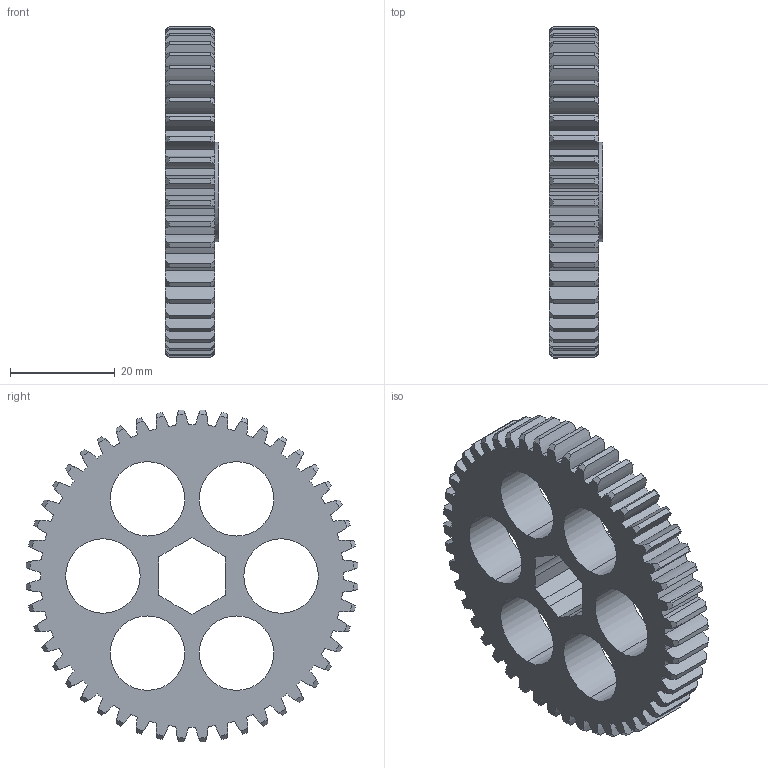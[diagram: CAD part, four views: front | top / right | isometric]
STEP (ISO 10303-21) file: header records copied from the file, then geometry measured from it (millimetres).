
FILE_DESCRIPTION (( 'STEP AP214' ), '1' );
FILE_NAME ('am-0184 48T 500in Hex Bore Gear REV2.STEP', '2018-06-15T18:21:01', ( '' ), ( '' ), 'SwSTEP 2.0', 'SolidWorks 2017', '' );
FILE_SCHEMA (( 'AUTOMOTIVE_DESIGN' ));
Length unit declared in the file: inch
Products named in the file (1): am-0184 48T 500in Hex Bore Gear REV2
Bounding box: 10.21 x 63.42 x 63.42 mm (x, y, z)
Volume: 16910.6 mm3; surface area: 10257.5 mm2
Topology: 1 solids, 1 shells, 328 faces, 975 edges, 650 vertices
Faces by surface type: cylinder 217, cone 96, plane 15
Entity records: 11549 total; most frequent: CARTESIAN_POINT 2542, DIRECTION 1963, ORIENTED_EDGE 1950, EDGE_CURVE 975, AXIS2_PLACEMENT_3D 855, VERTEX_POINT 650, CIRCLE 526, EDGE_LOOP 343
